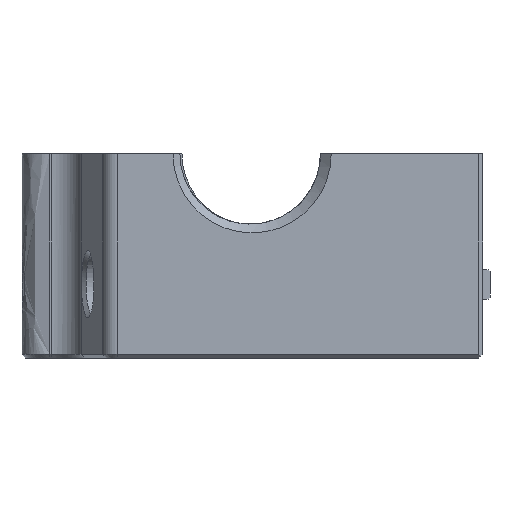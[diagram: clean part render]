
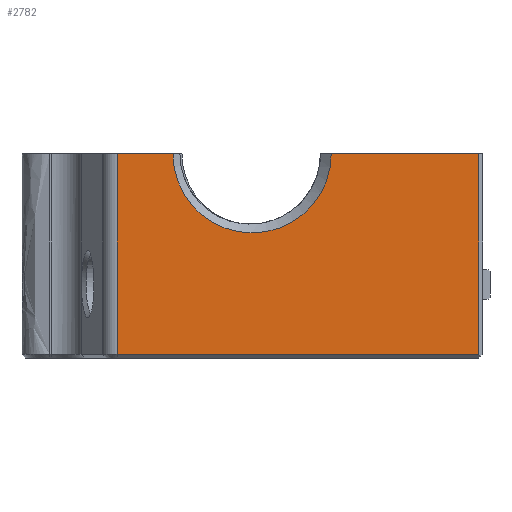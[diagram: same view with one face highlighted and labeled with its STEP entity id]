
A CAD part, front view. The second image highlights one B-rep face of the part: STEP entity #2782.
In plain terms, the highlighted planar face has unit normal (0, -1, 0).
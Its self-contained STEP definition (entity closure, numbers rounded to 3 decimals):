
#99=PLANE('',#2975);
#196=CIRCLE('',#2976,8.05);
#322=FACE_OUTER_BOUND('',#492,.T.);
#492=EDGE_LOOP('',(#2116,#2117,#2118,#2119,#2120,#2121));
#694=LINE('',#4343,#970);
#740=LINE('',#4482,#1016);
#742=LINE('',#4486,#1018);
#743=LINE('',#4489,#1019);
#744=LINE('',#4490,#1020);
#970=VECTOR('',#3307,10.);
#1016=VECTOR('',#3397,10.);
#1018=VECTOR('',#3401,10.);
#1019=VECTOR('',#3404,10.);
#1020=VECTOR('',#3405,10.);
#1297=VERTEX_POINT('',#4340);
#1298=VERTEX_POINT('',#4342);
#1347=VERTEX_POINT('',#4479);
#1348=VERTEX_POINT('',#4481);
#1349=VERTEX_POINT('',#4485);
#1350=VERTEX_POINT('',#4488);
#1579=EDGE_CURVE('',#1298,#1297,#694,.T.);
#1641=EDGE_CURVE('',#1347,#1348,#740,.T.);
#1643=EDGE_CURVE('',#1347,#1349,#742,.T.);
#1644=EDGE_CURVE('',#1298,#1349,#196,.T.);
#1645=EDGE_CURVE('',#1350,#1297,#743,.T.);
#1646=EDGE_CURVE('',#1348,#1350,#744,.T.);
#2116=ORIENTED_EDGE('',*,*,#1641,.F.);
#2117=ORIENTED_EDGE('',*,*,#1643,.T.);
#2118=ORIENTED_EDGE('',*,*,#1644,.F.);
#2119=ORIENTED_EDGE('',*,*,#1579,.T.);
#2120=ORIENTED_EDGE('',*,*,#1645,.F.);
#2121=ORIENTED_EDGE('',*,*,#1646,.F.);
#2782=ADVANCED_FACE('',(#322),#99,.T.);
#2975=AXIS2_PLACEMENT_3D('',#4484,#3399,#3400);
#2976=AXIS2_PLACEMENT_3D('',#4487,#3402,#3403);
#3307=DIRECTION('',(-1.,0.,0.));
#3397=DIRECTION('',(0.,0.,-1.));
#3399=DIRECTION('center_axis',(0.,-1.,0.));
#3400=DIRECTION('ref_axis',(0.,0.,
-1.));
#3401=DIRECTION('',(-1.,0.,0.));
#3402=DIRECTION('center_axis',(0.,-1.,0.));
#3403=DIRECTION('ref_axis',(0.,0.,
-1.));
#3404=DIRECTION('',(0.,0.,1.));
#3405=DIRECTION('',(-1.,0.,0.));
#4340=CARTESIAN_POINT('',(623.884,73.116,68.132));
#4342=CARTESIAN_POINT('',(629.562,73.116,68.132));
#4343=CARTESIAN_POINT('',(637.633,73.116,68.132));
#4479=CARTESIAN_POINT('',(660.657,73.116,68.132));
#4481=CARTESIAN_POINT('',(660.657,73.116,47.738));
#4482=CARTESIAN_POINT('',(660.657,73.116,58.796));
#4484=CARTESIAN_POINT('Origin',(637.633,73.116,70.046));
#4485=CARTESIAN_POINT('',(645.662,73.116,68.132));
#4486=CARTESIAN_POINT('',(637.633,73.116,68.132));
#4487=CARTESIAN_POINT('Origin',(637.612,73.116,68.132));
#4488=CARTESIAN_POINT('',(623.884,73.116,47.738));
#4489=CARTESIAN_POINT('',(623.884,73.116,57.796));
#4490=CARTESIAN_POINT('',(637.633,73.116,47.738));
